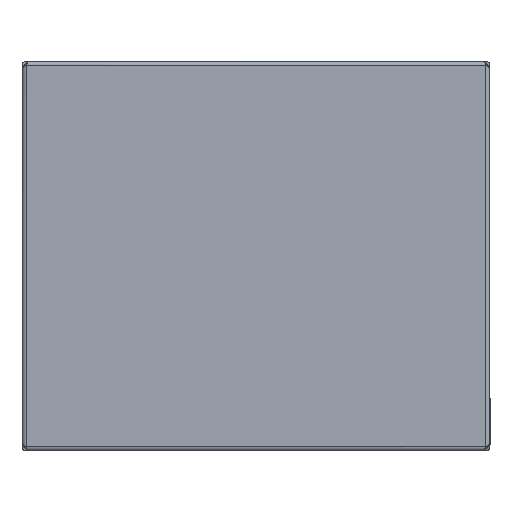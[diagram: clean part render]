
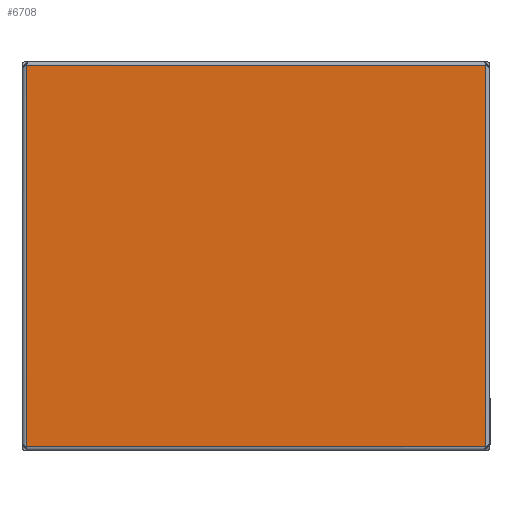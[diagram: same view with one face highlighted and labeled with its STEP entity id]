
A CAD part, front view. The second image highlights one B-rep face of the part: STEP entity #6708.
In plain terms, the highlighted planar face has unit normal (0, -1, 0).
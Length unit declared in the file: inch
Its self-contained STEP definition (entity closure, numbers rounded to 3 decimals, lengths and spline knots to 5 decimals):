
#209 = ORIENTED_EDGE ( 'NONE', *, *, #5878, .T. ) ;
#341 = VERTEX_POINT ( 'NONE', #6187 ) ;
#383 = CARTESIAN_POINT ( 'NONE',  ( 8.83352, 0., -0.99806 ) ) ;
#1218 = VERTEX_POINT ( 'NONE', #8141 ) ;
#1374 = CARTESIAN_POINT ( 'NONE',  ( -8.83352, 0., -0.99806 ) ) ;
#1471 = ORIENTED_EDGE ( 'NONE', *, *, #8026, .T. ) ;
#1519 = EDGE_LOOP ( 'NONE', ( #1471, #1967, #5501, #209 ) ) ;
#1891 = DIRECTION ( 'NONE',  ( 1., 0., 0. ) ) ;
#1967 = ORIENTED_EDGE ( 'NONE', *, *, #8718, .T. ) ;
#2150 = PLANE ( 'NONE',  #5588 ) ;
#2395 = DIRECTION ( 'NONE',  ( 0., 0., 1. ) ) ;
#2554 = LINE ( 'NONE', #7991, #6023 ) ;
#2701 = DIRECTION ( 'NONE',  ( 0., 0., -1. ) ) ;
#2948 = VECTOR ( 'NONE', #2395, 39.37008 ) ;
#3347 = LINE ( 'NONE', #4770, #5755 ) ;
#3725 = CARTESIAN_POINT ( 'NONE',  ( 8.83352, 0., 0. ) ) ;
#4076 = DIRECTION ( 'NONE',  ( 0., -1., 0. ) ) ;
#4770 = CARTESIAN_POINT ( 'NONE',  ( -17.9548, 0., -15.66504 ) ) ;
#5045 = VERTEX_POINT ( 'NONE', #383 ) ;
#5501 = ORIENTED_EDGE ( 'NONE', *, *, #8479, .T. ) ;
#5539 = CARTESIAN_POINT ( 'NONE',  ( -17.9548, 0., 0. ) ) ;
#5588 = AXIS2_PLACEMENT_3D ( 'NONE', #5539, #4076, #2701 ) ;
#5755 = VECTOR ( 'NONE', #1891, 39.37008 ) ;
#5801 = DIRECTION ( 'NONE',  ( 0., 0., -1. ) ) ;
#5878 = EDGE_CURVE ( 'NONE', #5045, #6679, #2554, .T. ) ;
#6023 = VECTOR ( 'NONE', #8727, 39.37008 ) ;
#6187 = CARTESIAN_POINT ( 'NONE',  ( -8.83352, 0., -15.66504 ) ) ;
#6277 = FACE_OUTER_BOUND ( 'NONE', #1519, .T. ) ;
#6439 = CARTESIAN_POINT ( 'NONE',  ( -8.83352, 0., 0. ) ) ;
#6679 = VERTEX_POINT ( 'NONE', #1374 ) ;
#6708 = ADVANCED_FACE ( 'NONE', ( #6277 ), #2150, .T. ) ;
#7356 = LINE ( 'NONE', #3725, #2948 ) ;
#7930 = LINE ( 'NONE', #6439, #7969 ) ;
#7969 = VECTOR ( 'NONE', #5801, 39.37008 ) ;
#7991 = CARTESIAN_POINT ( 'NONE',  ( -17.9548, 0., -0.99806 ) ) ;
#8026 = EDGE_CURVE ( 'NONE', #6679, #341, #7930, .T. ) ;
#8141 = CARTESIAN_POINT ( 'NONE',  ( 8.83352, 0., -15.66504 ) ) ;
#8479 = EDGE_CURVE ( 'NONE', #1218, #5045, #7356, .T. ) ;
#8718 = EDGE_CURVE ( 'NONE', #341, #1218, #3347, .T. ) ;
#8727 = DIRECTION ( 'NONE',  ( -1., 0., 0. ) ) ;
